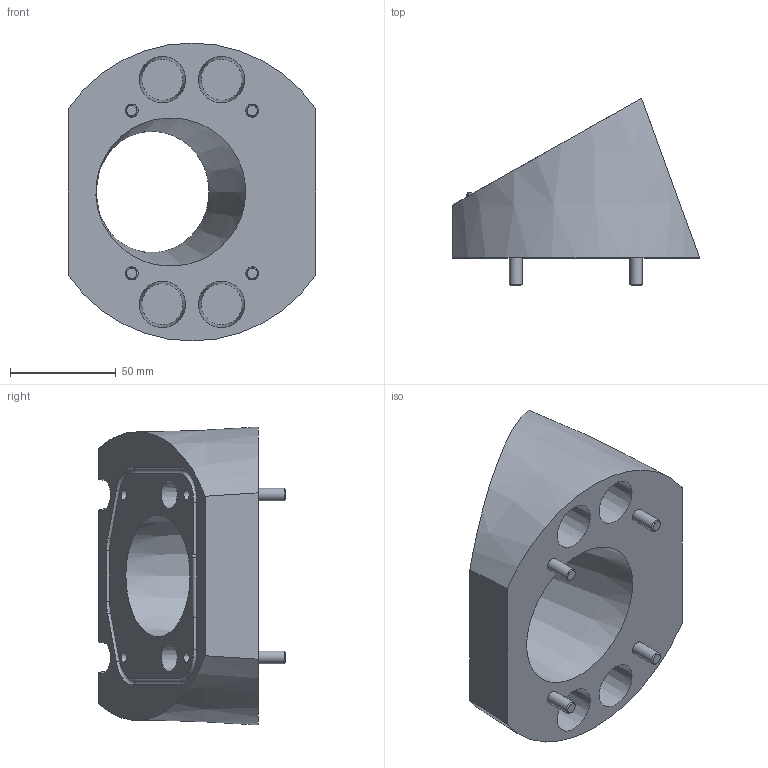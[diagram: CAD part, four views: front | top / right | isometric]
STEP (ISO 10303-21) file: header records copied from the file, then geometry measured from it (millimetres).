
FILE_DESCRIPTION (( 'STEP AP214' ), '1' );
FILE_NAME ('49617600.STEP', '2022-04-04T10:14:37', ( '' ), ( '' ), 'SwSTEP 2.0', 'SolidWorks 2020', '' );
FILE_SCHEMA (( 'AUTOMOTIVE_DESIGN' ));
Length unit declared in the file: millimetre
Products named in the file (4): 12431; 82003_330; 93264; 49617600
Assembly tree (6 placements, depth 2):
  49617600
    12431
    82003_330
    93264  x4
Bounding box: 117 x 88.5 x 141 mm (x, y, z)
Volume: 470239.1 mm3; surface area: 73689.7 mm2
Topology: 6 solids, 6 shells, 153 faces, 347 edges, 217 vertices
Faces by surface type: plane 82, cone 29, cylinder 20, bspline 16, torus 6
Full cylindrical faces by diameter (mm): 3 x1, 5 x4, 6 x4, 10 x4
Entity records: 2909 total; most frequent: CARTESIAN_POINT 1009, DIRECTION 359, ORIENTED_EDGE 312, EDGE_CURVE 156, AXIS2_PLACEMENT_3D 154, EDGE_LOOP 128, VERTEX_POINT 114, FACE_OUTER_BOUND 88
